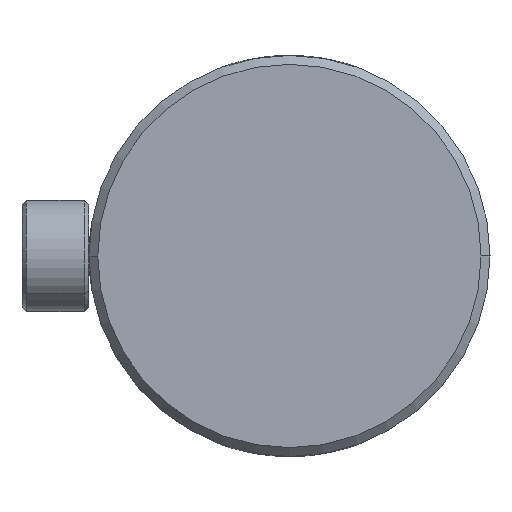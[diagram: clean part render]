
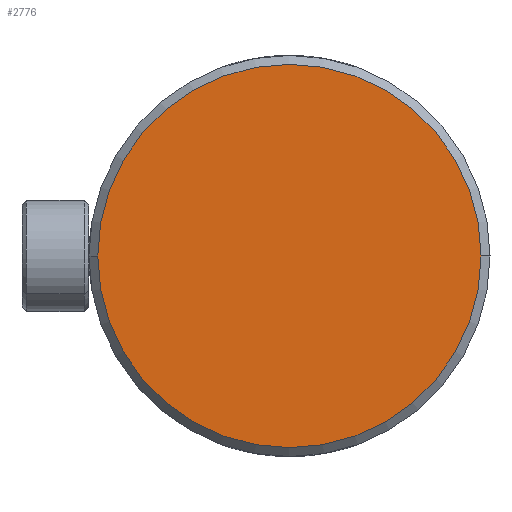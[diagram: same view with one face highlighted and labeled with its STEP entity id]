
A CAD part, left-side view. The second image highlights one B-rep face of the part: STEP entity #2776.
In plain terms, the highlighted planar face has unit normal (-1, 0, 0).
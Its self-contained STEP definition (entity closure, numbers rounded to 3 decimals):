
#927 = EDGE_LOOP ( 'NONE', ( #3081, #2979 ) ) ;
#1007 = CARTESIAN_POINT ( 'NONE',  ( -58., 0., 0. ) ) ;
#1193 = CARTESIAN_POINT ( 'NONE',  ( -58., 43., 0. ) ) ;
#1701 = DIRECTION ( 'NONE',  ( 1., 0., 0. ) ) ;
#1866 = CIRCLE ( 'NONE', #1909, 43. ) ;
#1909 = AXIS2_PLACEMENT_3D ( 'NONE', #1007, #4117, #2816 ) ;
#1947 = DIRECTION ( 'NONE',  ( 0., -1., 0. ) ) ;
#2051 = EDGE_CURVE ( 'NONE', #2529, #3515, #1866, .T. ) ;
#2088 = AXIS2_PLACEMENT_3D ( 'NONE', #3679, #1701, #3989 ) ;
#2426 = AXIS2_PLACEMENT_3D ( 'NONE', #2936, #3902, #1947 ) ;
#2529 = VERTEX_POINT ( 'NONE', #1193 ) ;
#2776 = ADVANCED_FACE ( 'NONE', ( #4253 ), #3591, .T. ) ;
#2816 = DIRECTION ( 'NONE',  ( 0., 1., 0. ) ) ;
#2936 = CARTESIAN_POINT ( 'NONE',  ( -58., 0., 0. ) ) ;
#2979 = ORIENTED_EDGE ( 'NONE', *, *, #4110, .F. ) ;
#3047 = CIRCLE ( 'NONE', #2088, 43. ) ;
#3081 = ORIENTED_EDGE ( 'NONE', *, *, #2051, .F. ) ;
#3515 = VERTEX_POINT ( 'NONE', #3936 ) ;
#3591 = PLANE ( 'NONE',  #2426 ) ;
#3679 = CARTESIAN_POINT ( 'NONE',  ( -58., 0., 0. ) ) ;
#3902 = DIRECTION ( 'NONE',  ( -1., 0., 0. ) ) ;
#3936 = CARTESIAN_POINT ( 'NONE',  ( -58., -43., 0. ) ) ;
#3989 = DIRECTION ( 'NONE',  ( 0., 1., 0. ) ) ;
#4110 = EDGE_CURVE ( 'NONE', #3515, #2529, #3047, .T. ) ;
#4117 = DIRECTION ( 'NONE',  ( 1., 0., 0. ) ) ;
#4253 = FACE_OUTER_BOUND ( 'NONE', #927, .T. ) ;
